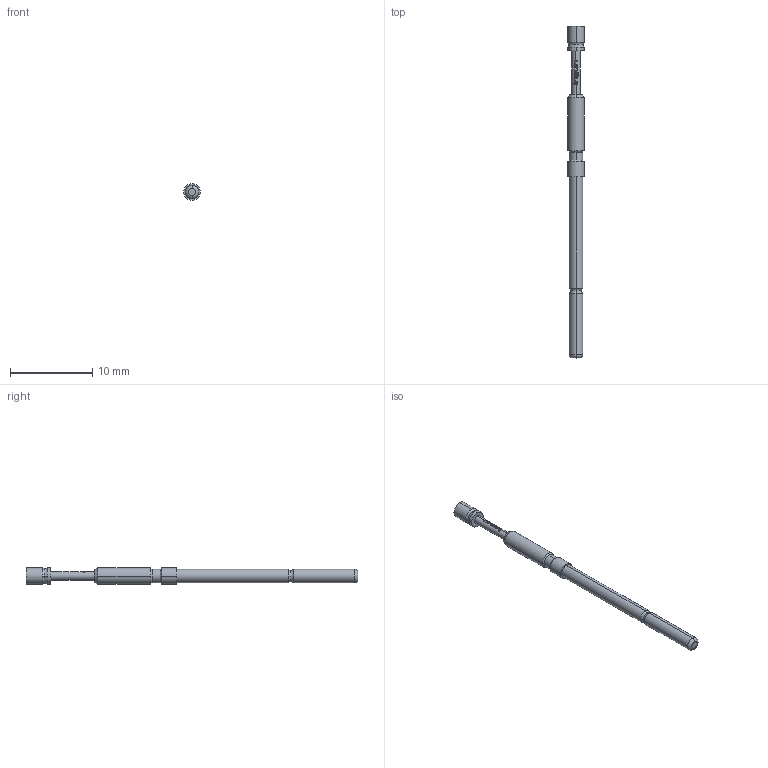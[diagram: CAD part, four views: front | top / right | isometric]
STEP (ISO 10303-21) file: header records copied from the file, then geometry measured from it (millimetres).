
FILE_DESCRIPTION (( 'STEP AP203' ), '1' );
FILE_NAME ('INGUN_HSS-118_303_200_A_xx10.STEP', '2020-10-06T04:36:37', ( '' ), ( '' ), 'SwSTEP 2.0', 'SolidWorks 2018', '' );
FILE_SCHEMA (( 'CONFIG_CONTROL_DESIGN' ));
Length unit declared in the file: millimetre
Products named in the file (1): INGUN_HSS-118_303_200_A_xx10
Bounding box: 2 x 40.3 x 2 mm (x, y, z)
Volume: 88.7 mm3; surface area: 222.2 mm2
Topology: 1 solids, 1 shells, 119 faces, 326 edges, 211 vertices
Faces by surface type: plane 44, cylinder 35, bspline 22, torus 10, cone 8
Entity records: 4809 total; most frequent: CARTESIAN_POINT 2179, ORIENTED_EDGE 648, DIRECTION 358, EDGE_CURVE 324, B_SPLINE_CURVE_WITH_KNOTS 222, VERTEX_POINT 211, AXIS2_PLACEMENT_3D 158, EDGE_LOOP 123
